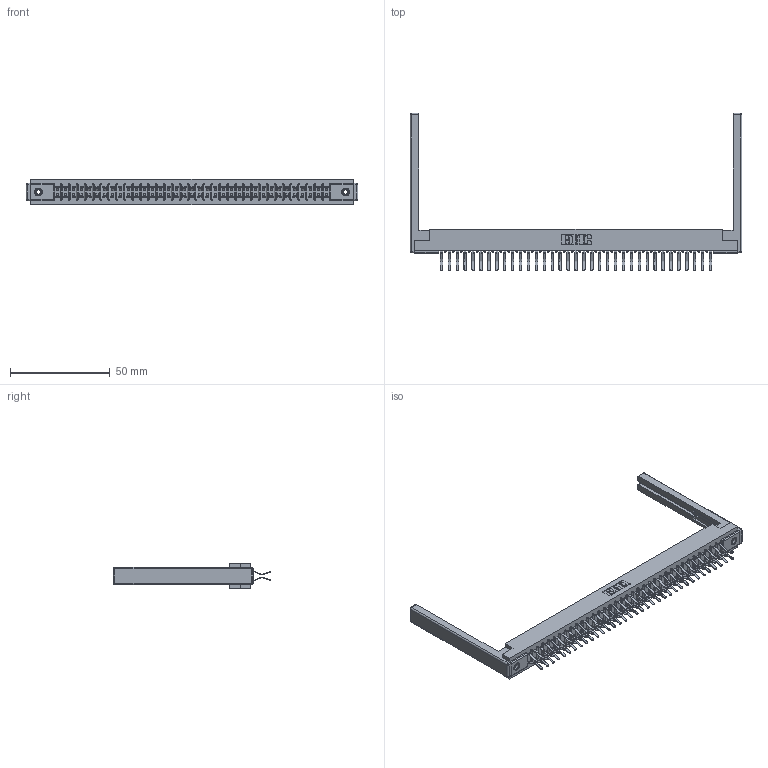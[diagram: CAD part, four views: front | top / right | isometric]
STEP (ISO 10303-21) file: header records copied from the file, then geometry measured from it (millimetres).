
FILE_DESCRIPTION (( 'STEP AP203' ), '1' );
FILE_NAME ('357-070-560-268.STEP', '2019-09-19T10:59:51', ( '' ), ( '' ), 'SwSTEP 2.0', 'SolidWorks 2016', '' );
FILE_SCHEMA (( 'CONFIG_CONTROL_DESIGN' ));
Length unit declared in the file: inch
Products named in the file (5): 307-220-068; 357-070-560-268; 307-290-001_560; 345-250-001_345-250-001-102; 307 Part_.156 Dia Mounting Holes
Assembly tree (75 placements, depth 2):
  357-070-560-268
    307 Part_.156 Dia Mounting Holes
    307-290-001_560  x70
    307-220-068  x2
    345-250-001_345-250-001-102  x2
Bounding box: 166.12 x 78.69 x 12.7 mm (x, y, z)
Volume: 22082.7 mm3; surface area: 25970 mm2
Topology: 75 solids, 75 shells, 3808 faces, 10653 edges, 6890 vertices
Faces by surface type: plane 2468, cylinder 1244, sphere 80, cone 12, torus 4
Entity records: 34851 total; most frequent: CARTESIAN_POINT 5680, ORIENTED_EDGE 5620, DIRECTION 5582, EDGE_CURVE 2810, VECTOR 2150, LINE 2150, VERTEX_POINT 1814, AXIS2_PLACEMENT_3D 1716
